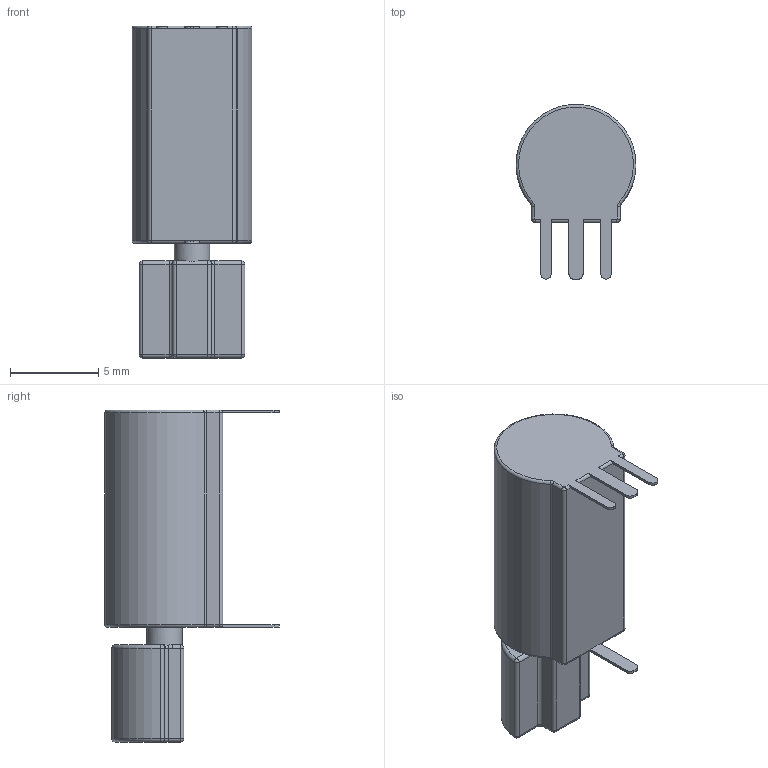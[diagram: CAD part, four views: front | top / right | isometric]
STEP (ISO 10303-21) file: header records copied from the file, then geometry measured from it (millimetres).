
FILE_DESCRIPTION(/* description */ (''),/* implementation_level */ '2;1');
FILE_NAME(/* name */ 'Z6DCBB0735091.step',/* time_stamp */ '2020-04-15T14:36:03+02:00',/* author */ (''),/* organization */ (''),/* preprocessor_version */ 'ST-DEVELOPER v18.1',/* originating_system */ 'Autodesk Translation Framework v9.2.0.1227',/* authorisation */ '');
FILE_SCHEMA (('AUTOMOTIVE_DESIGN { 1 0 10303 214 3 1 1 }'));
Length unit declared in the file: millimetre
Products named in the file (1): vib_pcb_Z6DCBB0735091
Bounding box: 6.79 x 9.89 x 18.8 mm (x, y, z)
Volume: 556.1 mm3; surface area: 495.1 mm2
Topology: 1 solids, 1 shells, 95 faces, 216 edges, 124 vertices
Faces by surface type: cylinder 41, plane 28, torus 14, sphere 8, bspline 4
Full cylindrical faces by diameter (mm): 2 x1
Entity records: 2720 total; most frequent: CARTESIAN_POINT 511, DIRECTION 504, ORIENTED_EDGE 432, EDGE_CURVE 216, AXIS2_PLACEMENT_3D 202, VERTEX_POINT 124, CIRCLE 110, LINE 100
